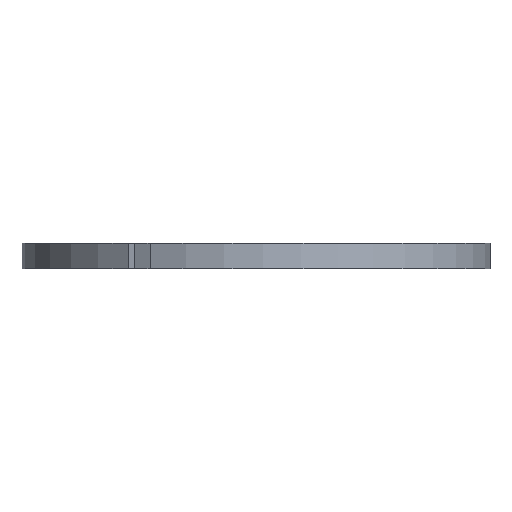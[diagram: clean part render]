
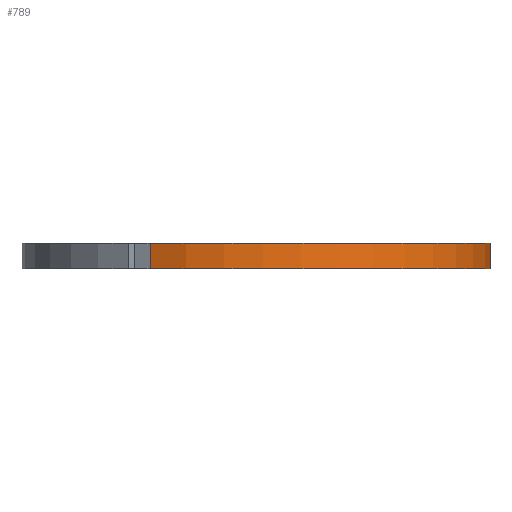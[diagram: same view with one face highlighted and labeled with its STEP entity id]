
A CAD part, left-side view. The second image highlights one B-rep face of the part: STEP entity #789.
In plain terms, the highlighted cylindrical face has radius 18.5 mm (diameter 37 mm), a partial arc.
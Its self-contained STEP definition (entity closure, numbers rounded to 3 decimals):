
#57=CIRCLE('',#871,18.5);
#58=CIRCLE('',#872,18.5);
#75=CYLINDRICAL_SURFACE('',#870,18.5);
#109=FACE_OUTER_BOUND('',#148,.T.);
#148=EDGE_LOOP('',(#640,#641,#642,#643));
#237=LINE('',#1299,#316);
#238=LINE('',#1305,#317);
#316=VECTOR('',#1071,10.);
#317=VECTOR('',#1078,10.);
#391=VERTEX_POINT('',#1295);
#392=VERTEX_POINT('',#1297);
#393=VERTEX_POINT('',#1301);
#394=VERTEX_POINT('',#1303);
#497=EDGE_CURVE('',#391,#392,#237,.T.);
#498=EDGE_CURVE('',#393,#391,#57,.T.);
#499=EDGE_CURVE('',#394,#392,#58,.T.);
#500=EDGE_CURVE('',#393,#394,#238,.T.);
#640=ORIENTED_EDGE('',*,*,#498,.T.);
#641=ORIENTED_EDGE('',*,*,#497,.T.);
#642=ORIENTED_EDGE('',*,*,#499,.F.);
#643=ORIENTED_EDGE('',*,*,#500,.F.);
#789=ADVANCED_FACE('',(#109),#75,.T.);
#870=AXIS2_PLACEMENT_3D('',#1300,#1072,#1073);
#871=AXIS2_PLACEMENT_3D('',#1302,#1074,#1075);
#872=AXIS2_PLACEMENT_3D('',#1304,#1076,#1077);
#1071=DIRECTION('',(0.,0.,1.));
#1072=DIRECTION('center_axis',(0.,0.,1.));
#1073=DIRECTION('ref_axis',(-0.892,0.452,0.));
#1074=DIRECTION('center_axis',(0.,0.,1.));
#1075=DIRECTION('ref_axis',(-0.892,0.452,0.));
#1076=DIRECTION('center_axis',(0.,0.,1.));
#1077=DIRECTION('ref_axis',(-0.892,0.452,0.));
#1078=DIRECTION('',(0.,0.,1.));
#1295=CARTESIAN_POINT('',(-1.,-18.486,55.841));
#1297=CARTESIAN_POINT('',(-1.,-18.486,57.841));
#1299=CARTESIAN_POINT('',(-1.,-18.486,55.841));
#1300=CARTESIAN_POINT('Origin',(0.,-0.014,
55.841));
#1301=CARTESIAN_POINT('',(-16.498,8.357,55.841));
#1302=CARTESIAN_POINT('Origin',(0.,-0.014,
55.841));
#1303=CARTESIAN_POINT('',(-16.498,8.357,57.841));
#1304=CARTESIAN_POINT('Origin',(0.,-0.014,
57.841));
#1305=CARTESIAN_POINT('',(-16.498,8.357,55.841));
